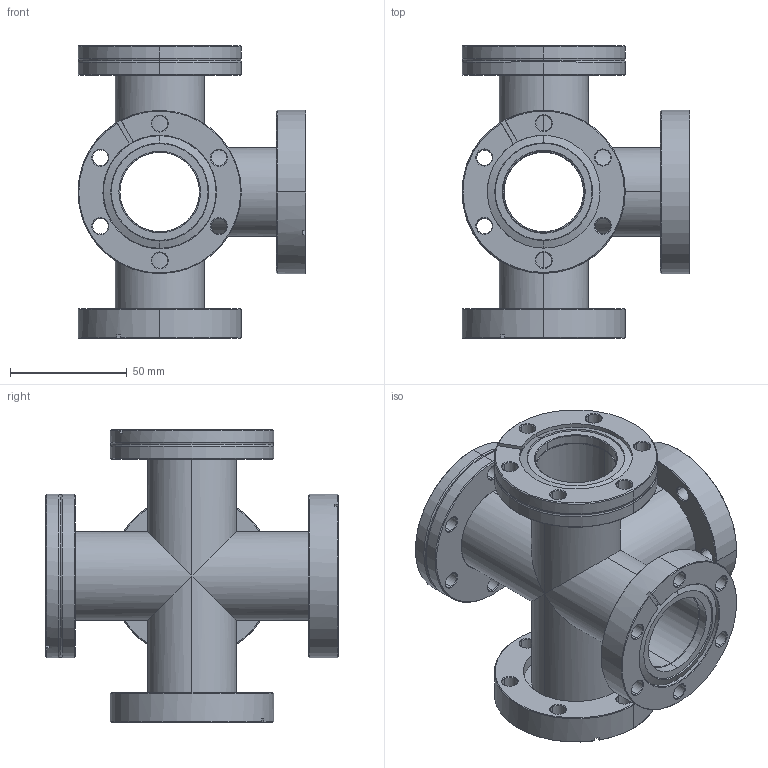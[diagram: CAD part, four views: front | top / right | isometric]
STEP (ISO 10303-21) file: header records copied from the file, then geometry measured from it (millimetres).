
FILE_DESCRIPTION (( 'STEP AP214' ), '1' );
FILE_NAME ('Hositrad_FX5-35-38R-Cross.STEP', '2017-05-23T06:45:04', ( 'Gebruiker' ), ( '' ), 'SwSTEP 2.0', 'SolidWorks 2017', '' );
FILE_SCHEMA (( 'AUTOMOTIVE_DESIGN' ));
Length unit declared in the file: millimetre
Products named in the file (6): Hositrad_FX5-35-38R-Cross; CF35-BR-innerring_CF35-38-W; CF35-BR-outerring; CF35-38-R; NW35CF-Weld-38.1; 5+6way-cross
Assembly tree (8 placements, depth 3):
  Hositrad_FX5-35-38R-Cross
    5+6way-cross
    NW35CF-Weld-38.1  x2
    CF35-38-R  x3
      CF35-BR-innerring_CF35-38-W
      CF35-BR-outerring
Bounding box: 97.7 x 125.4 x 125.4 mm (x, y, z)
Volume: 199257.6 mm3; surface area: 113642.7 mm2
Topology: 9 solids, 9 shells, 372 faces, 860 edges, 508 vertices
Faces by surface type: cone 182, cylinder 136, plane 46, torus 8
Entity records: 5032 total; most frequent: DIRECTION 902, CARTESIAN_POINT 891, ORIENTED_EDGE 770, EDGE_CURVE 385, AXIS2_PLACEMENT_3D 375, VERTEX_POINT 228, EDGE_LOOP 201, CIRCLE 199
